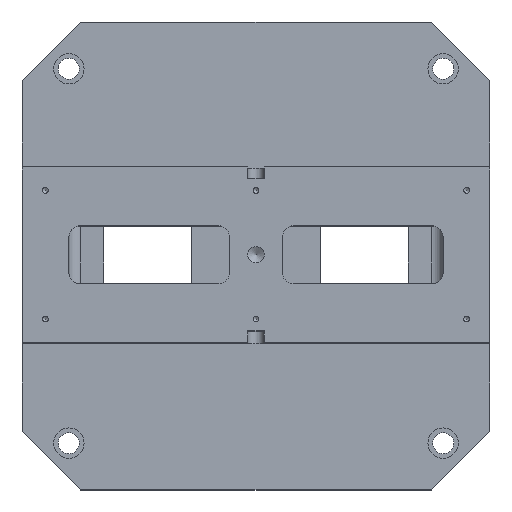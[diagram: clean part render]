
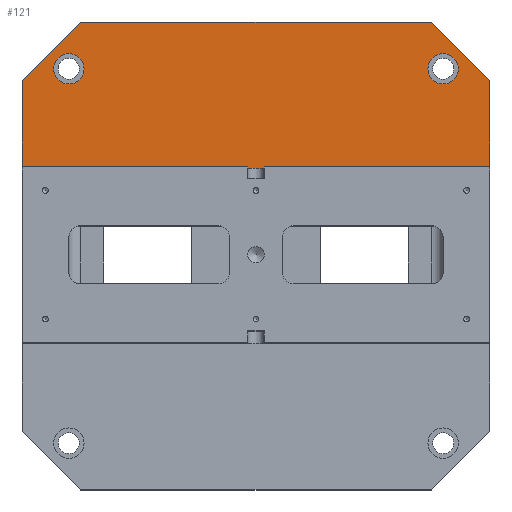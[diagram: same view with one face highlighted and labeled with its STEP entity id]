
A CAD part, top view. The second image highlights one B-rep face of the part: STEP entity #121.
In plain terms, the highlighted planar face has unit normal (0, 0, 1).
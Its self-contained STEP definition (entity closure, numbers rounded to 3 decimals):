
#121 = ADVANCED_FACE( '', ( #564, #565, #566 ), #567, .F. );
#564 = FACE_BOUND( '', #1378, .T. );
#565 = FACE_BOUND( '', #1379, .T. );
#566 = FACE_OUTER_BOUND( '', #1380, .T. );
#567 = PLANE( '', #1381 );
#1378 = EDGE_LOOP( '', ( #2760 ) );
#1379 = EDGE_LOOP( '', ( #2761 ) );
#1380 = EDGE_LOOP( '', ( #2762, #2763, #2764, #2765, #2766, #2767 ) );
#1381 = AXIS2_PLACEMENT_3D( '', #2768, #2769, #2770 );
#2760 = ORIENTED_EDGE( '', *, *, #5600, .T. );
#2761 = ORIENTED_EDGE( '', *, *, #5601, .T. );
#2762 = ORIENTED_EDGE( '', *, *, #5602, .T. );
#2763 = ORIENTED_EDGE( '', *, *, #5603, .T. );
#2764 = ORIENTED_EDGE( '', *, *, #5428, .T. );
#2765 = ORIENTED_EDGE( '', *, *, #5208, .F. );
#2766 = ORIENTED_EDGE( '', *, *, #5550, .T. );
#2767 = ORIENTED_EDGE( '', *, *, #5604, .T. );
#2768 = CARTESIAN_POINT( '', ( -200., 200., 50. ) );
#2769 = DIRECTION( '', ( 0., 0., -1. ) );
#2770 = DIRECTION( '', ( -1., 0., 0. ) );
#5208 = EDGE_CURVE( '', #6232, #6234, #6235, .T. );
#5428 = EDGE_CURVE( '', #6649, #6234, #6650, .T. );
#5550 = EDGE_CURVE( '', #6232, #6878, #6880, .T. );
#5600 = EDGE_CURVE( '', #6974, #6974, #6975, .T. );
#5601 = EDGE_CURVE( '', #6976, #6976, #6977, .T. );
#5602 = EDGE_CURVE( '', #6978, #6979, #6980, .T. );
#5603 = EDGE_CURVE( '', #6979, #6649, #6981, .F. );
#5604 = EDGE_CURVE( '', #6878, #6978, #6982, .F. );
#6232 = VERTEX_POINT( '', #7840 );
#6234 = VERTEX_POINT( '', #7843 );
#6235 = LINE( '', #7844, #7845 );
#6649 = VERTEX_POINT( '', #8461 );
#6650 = LINE( '', #8462, #8463 );
#6878 = VERTEX_POINT( '', #8810 );
#6880 = LINE( '', #8813, #8814 );
#6974 = VERTEX_POINT( '', #8957 );
#6975 = CIRCLE( '', #8958, 13. );
#6976 = VERTEX_POINT( '', #8959 );
#6977 = CIRCLE( '', #8960, 13. );
#6978 = VERTEX_POINT( '', #8961 );
#6979 = VERTEX_POINT( '', #8962 );
#6980 = LINE( '', #8963, #8964 );
#6981 = LINE( '', #8965, #8966 );
#6982 = LINE( '', #8967, #8968 );
#7840 = CARTESIAN_POINT( '', ( 200., 75., 50. ) );
#7843 = CARTESIAN_POINT( '', ( -200., 75., 50. ) );
#7844 = CARTESIAN_POINT( '', ( -200., 75., 50. ) );
#7845 = VECTOR( '', #10048, 1000. );
#8461 = CARTESIAN_POINT( '', ( -200., 150., 50. ) );
#8462 = CARTESIAN_POINT( '', ( -200., 200., 50. ) );
#8463 = VECTOR( '', #10302, 1000. );
#8810 = CARTESIAN_POINT( '', ( 200., 150., 50. ) );
#8813 = CARTESIAN_POINT( '', ( 200., -200., 50. ) );
#8814 = VECTOR( '', #10426, 1000. );
#8957 = CARTESIAN_POINT( '', ( -160., 147., 50. ) );
#8958 = AXIS2_PLACEMENT_3D( '', #10476, #10477, #10478 );
#8959 = CARTESIAN_POINT( '', ( 160., 147., 50. ) );
#8960 = AXIS2_PLACEMENT_3D( '', #10479, #10480, #10481 );
#8961 = CARTESIAN_POINT( '', ( 150., 200., 50. ) );
#8962 = CARTESIAN_POINT( '', ( -150., 200., 50. ) );
#8963 = CARTESIAN_POINT( '', ( 200., 200., 50. ) );
#8964 = VECTOR( '', #10482, 1000. );
#8965 = CARTESIAN_POINT( '', ( -200., 150., 50. ) );
#8966 = VECTOR( '', #10483, 1000. );
#8967 = CARTESIAN_POINT( '', ( 150., 200., 50. ) );
#8968 = VECTOR( '', #10484, 1000. );
#10048 = DIRECTION( '', ( -1., 0., 0. ) );
#10302 = DIRECTION( '', ( 0., -1., 0. ) );
#10426 = DIRECTION( '', ( 0., 1., 0. ) );
#10476 = CARTESIAN_POINT( '', ( -160., 160., 50. ) );
#10477 = DIRECTION( '', ( 0., 0., -1. ) );
#10478 = DIRECTION( '', ( 0., -1., 0. ) );
#10479 = CARTESIAN_POINT( '', ( 160., 160., 50. ) );
#10480 = DIRECTION( '', ( 0., 0., -1. ) );
#10481 = DIRECTION( '', ( 0., -1., 0. ) );
#10482 = DIRECTION( '', ( -1., 0., 0. ) );
#10483 = DIRECTION( '', ( 0.707, 0.707, 0. ) );
#10484 = DIRECTION( '', ( 0.707, -0.707, 0. ) );
